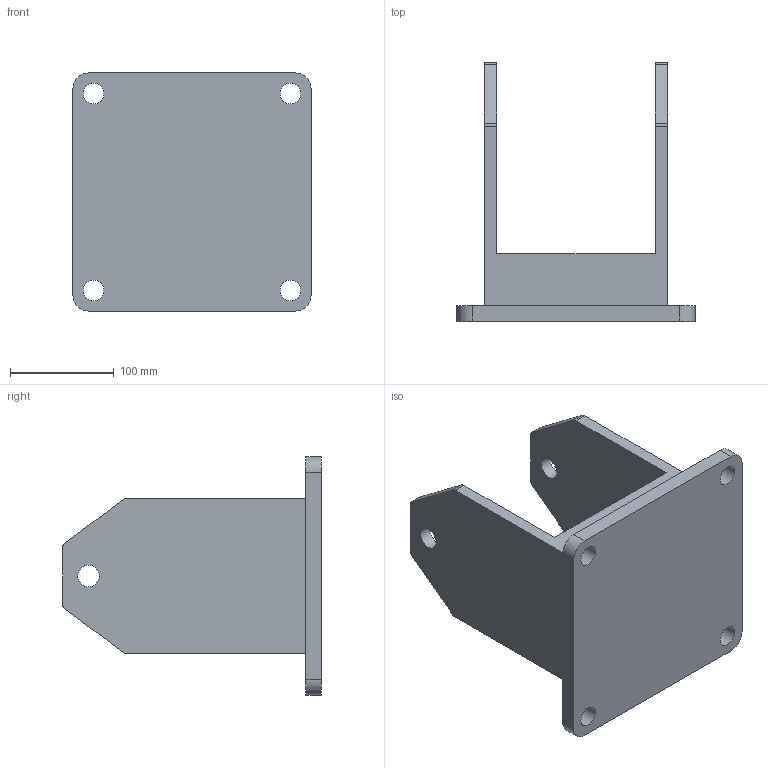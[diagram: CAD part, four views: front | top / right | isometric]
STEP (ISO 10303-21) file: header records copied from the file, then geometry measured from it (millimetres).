
FILE_DESCRIPTION (( 'STEP AP214' ), '1' );
FILE_NAME ('0015124_HD-B-300.step', '2018-03-09T10:16:37', ( '' ), ( '' ), 'SwSTEP 2.0', 'SolidWorks 2018', '' );
FILE_SCHEMA (( 'AUTOMOTIVE_DESIGN' ));
Length unit declared in the file: millimetre
Products named in the file (1): 0015124_HD-B-300
Bounding box: 230 x 250 x 230 mm (x, y, z)
Volume: 1697583.1 mm3; surface area: 288889.4 mm2
Topology: 1 solids, 1 shells, 41 faces, 115 edges, 77 vertices
Faces by surface type: plane 23, cylinder 18
Full cylindrical faces by diameter (mm): 20 x4, 21 x2
Entity records: 1352 total; most frequent: DIRECTION 228, CARTESIAN_POINT 226, ORIENTED_EDGE 216, EDGE_CURVE 108, AXIS2_PLACEMENT_3D 78, VERTEX_POINT 76, LINE 72, VECTOR 72
